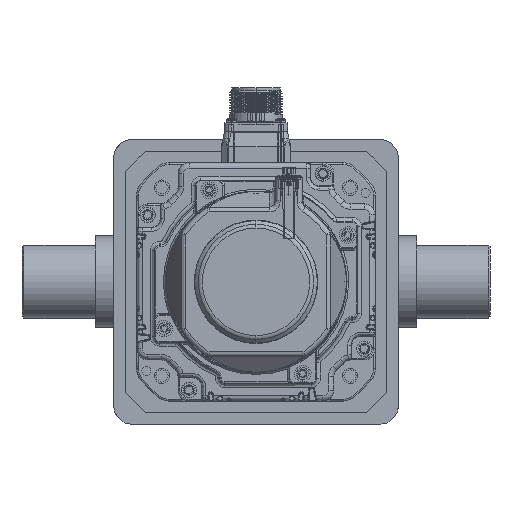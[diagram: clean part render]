
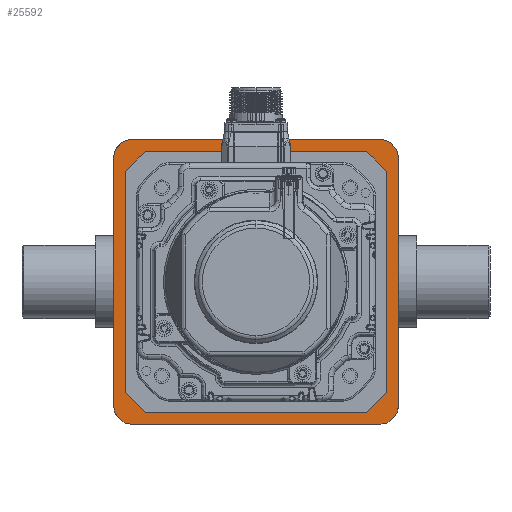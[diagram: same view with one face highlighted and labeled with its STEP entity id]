
A CAD part, front view. The second image highlights one B-rep face of the part: STEP entity #25592.
In plain terms, the highlighted face is planar.
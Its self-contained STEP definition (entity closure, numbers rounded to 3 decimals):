
#1635 = PLANE ( 'NONE',  #54939 ) ;
#2035 = CARTESIAN_POINT ( 'NONE',  ( -77.52, 77.52, 2026. ) ) ;
#2040 = CIRCLE ( 'NONE', #134634, 20. ) ;
#2233 = VECTOR ( 'NONE', #152731, 1000. ) ;
#3792 = EDGE_CURVE ( 'NONE', #146772, #49482, #151016, .T. ) ;
#3940 = VERTEX_POINT ( 'NONE', #99464 ) ;
#4943 = CARTESIAN_POINT ( 'NONE',  ( 20., 0., 2026. ) ) ;
#9511 = DIRECTION ( 'NONE',  ( 0., -1., 0. ) ) ;
#13154 = VECTOR ( 'NONE', #9511, 1000. ) ;
#13317 = EDGE_CURVE ( 'NONE', #121008, #116784, #158165, .T. ) ;
#19050 = EDGE_CURVE ( 'NONE', #116784, #118892, #132890, .T. ) ;
#19979 = DIRECTION ( 'NONE',  ( 1., 0., 0. ) ) ;
#21280 = CARTESIAN_POINT ( 'NONE',  ( 77.52, 77.52, 2026. ) ) ;
#22895 = CARTESIAN_POINT ( 'NONE',  ( -77.52, 67.52, 2026. ) ) ;
#25592 = ADVANCED_FACE ( 'NONE', ( #120120, #107103 ), #1635, .T. ) ;
#27334 = ORIENTED_EDGE ( 'NONE', *, *, #100683, .T. ) ;
#28382 = ORIENTED_EDGE ( 'NONE', *, *, #71769, .F. ) ;
#31204 = DIRECTION ( 'NONE',  ( 0., 0., 1. ) ) ;
#32049 = DIRECTION ( 'NONE',  ( 0., 0., 1. ) ) ;
#32196 = EDGE_CURVE ( 'NONE', #3940, #146772, #94505, .T. ) ;
#34993 = CIRCLE ( 'NONE', #48804, 10. ) ;
#35036 = ORIENTED_EDGE ( 'NONE', *, *, #101749, .F. ) ;
#35660 = CARTESIAN_POINT ( 'NONE',  ( 0., 0., 2026. ) ) ;
#37120 = DIRECTION ( 'NONE',  ( 1., 0., 0. ) ) ;
#37328 = ORIENTED_EDGE ( 'NONE', *, *, #13317, .T. ) ;
#37863 = ORIENTED_EDGE ( 'NONE', *, *, #19050, .T. ) ;
#38316 = EDGE_CURVE ( 'NONE', #49482, #156152, #50929, .T. ) ;
#42298 = VERTEX_POINT ( 'NONE', #83376 ) ;
#46682 = CARTESIAN_POINT ( 'NONE',  ( -77.52, -67.52, 2026. ) ) ;
#48804 = AXIS2_PLACEMENT_3D ( 'NONE', #123737, #58006, #113298 ) ;
#49482 = VERTEX_POINT ( 'NONE', #22895 ) ;
#50929 = LINE ( 'NONE', #77745, #13154 ) ;
#51723 = EDGE_CURVE ( 'NONE', #118892, #73117, #116343, .T. ) ;
#53523 = DIRECTION ( 'NONE',  ( 0., 0., 1. ) ) ;
#54939 = AXIS2_PLACEMENT_3D ( 'NONE', #133952, #53523, #69072 ) ;
#56422 = EDGE_LOOP ( 'NONE', ( #66016, #27334, #56622, #113909, #123384, #85117, #37328, #37863 ) ) ;
#56622 = ORIENTED_EDGE ( 'NONE', *, *, #32196, .T. ) ;
#57151 = CARTESIAN_POINT ( 'NONE',  ( -67.52, 67.52, 2026. ) ) ;
#58006 = DIRECTION ( 'NONE',  ( 0., 0., 1. ) ) ;
#65254 = AXIS2_PLACEMENT_3D ( 'NONE', #72727, #71004, #161000 ) ;
#66016 = ORIENTED_EDGE ( 'NONE', *, *, #51723, .T. ) ;
#66922 = DIRECTION ( 'NONE',  ( -1., 0., 0. ) ) ;
#69072 = DIRECTION ( 'NONE',  ( 1., 0., 0. ) ) ;
#71004 = DIRECTION ( 'NONE',  ( 0., 0., 1. ) ) ;
#71769 = EDGE_CURVE ( 'NONE', #42298, #162527, #143493, .T. ) ;
#72727 = CARTESIAN_POINT ( 'NONE',  ( -67.52, -67.52, 2026. ) ) ;
#73117 = VERTEX_POINT ( 'NONE', #153340 ) ;
#73725 = DIRECTION ( 'NONE',  ( 1., 0., 0. ) ) ;
#74142 = DIRECTION ( 'NONE',  ( 0., 0., 1. ) ) ;
#77745 = CARTESIAN_POINT ( 'NONE',  ( -77.52, 77.52, 2026. ) ) ;
#83376 = CARTESIAN_POINT ( 'NONE',  ( -20., 0., 2026. ) ) ;
#84128 = CARTESIAN_POINT ( 'NONE',  ( -67.52, 77.52, 2026. ) ) ;
#85117 = ORIENTED_EDGE ( 'NONE', *, *, #140840, .T. ) ;
#87351 = CARTESIAN_POINT ( 'NONE',  ( 0., 0., 2026. ) ) ;
#93190 = VECTOR ( 'NONE', #37120, 1000. ) ;
#93381 = EDGE_LOOP ( 'NONE', ( #28382, #35036 ) ) ;
#94505 = LINE ( 'NONE', #2035, #138893 ) ;
#95284 = CARTESIAN_POINT ( 'NONE',  ( -67.52, -77.52, 2026. ) ) ;
#98477 = AXIS2_PLACEMENT_3D ( 'NONE', #57151, #31204, #106454 ) ;
#99464 = CARTESIAN_POINT ( 'NONE',  ( 67.52, 77.52, 2026. ) ) ;
#100683 = EDGE_CURVE ( 'NONE', #73117, #3940, #34993, .T. ) ;
#100958 = CARTESIAN_POINT ( 'NONE',  ( 77.52, -67.52, 2026. ) ) ;
#101749 = EDGE_CURVE ( 'NONE', #162527, #42298, #2040, .T. ) ;
#106454 = DIRECTION ( 'NONE',  ( 1., 0., 0. ) ) ;
#107103 = FACE_BOUND ( 'NONE', #93381, .T. ) ;
#113298 = DIRECTION ( 'NONE',  ( 1., 0., 0. ) ) ;
#113909 = ORIENTED_EDGE ( 'NONE', *, *, #3792, .T. ) ;
#116343 = LINE ( 'NONE', #21280, #2233 ) ;
#116784 = VERTEX_POINT ( 'NONE', #129007 ) ;
#118892 = VERTEX_POINT ( 'NONE', #100958 ) ;
#119035 = AXIS2_PLACEMENT_3D ( 'NONE', #139895, #74142, #126937 ) ;
#120120 = FACE_OUTER_BOUND ( 'NONE', #56422, .T. ) ;
#121008 = VERTEX_POINT ( 'NONE', #95284 ) ;
#123384 = ORIENTED_EDGE ( 'NONE', *, *, #38316, .T. ) ;
#123737 = CARTESIAN_POINT ( 'NONE',  ( 67.52, 67.52, 2026. ) ) ;
#126937 = DIRECTION ( 'NONE',  ( 1., 0., 0. ) ) ;
#129007 = CARTESIAN_POINT ( 'NONE',  ( 67.52, -77.52, 2026. ) ) ;
#129805 = AXIS2_PLACEMENT_3D ( 'NONE', #35660, #164550, #73725 ) ;
#131564 = CIRCLE ( 'NONE', #65254, 10. ) ;
#132890 = CIRCLE ( 'NONE', #119035, 10. ) ;
#133952 = CARTESIAN_POINT ( 'NONE',  ( 0., 0., 2026. ) ) ;
#134634 = AXIS2_PLACEMENT_3D ( 'NONE', #87351, #32049, #19979 ) ;
#138893 = VECTOR ( 'NONE', #66922, 1000. ) ;
#139895 = CARTESIAN_POINT ( 'NONE',  ( 67.52, -67.52, 2026. ) ) ;
#140840 = EDGE_CURVE ( 'NONE', #156152, #121008, #131564, .T. ) ;
#143493 = CIRCLE ( 'NONE', #129805, 20. ) ;
#145196 = CARTESIAN_POINT ( 'NONE',  ( -77.52, -77.52, 2026. ) ) ;
#146772 = VERTEX_POINT ( 'NONE', #84128 ) ;
#151016 = CIRCLE ( 'NONE', #98477, 10. ) ;
#152731 = DIRECTION ( 'NONE',  ( 0., 1., 0. ) ) ;
#153340 = CARTESIAN_POINT ( 'NONE',  ( 77.52, 67.52, 2026. ) ) ;
#156152 = VERTEX_POINT ( 'NONE', #46682 ) ;
#158165 = LINE ( 'NONE', #145196, #93190 ) ;
#161000 = DIRECTION ( 'NONE',  ( 1., 0., 0. ) ) ;
#162527 = VERTEX_POINT ( 'NONE', #4943 ) ;
#164550 = DIRECTION ( 'NONE',  ( 0., 0., 1. ) ) ;
